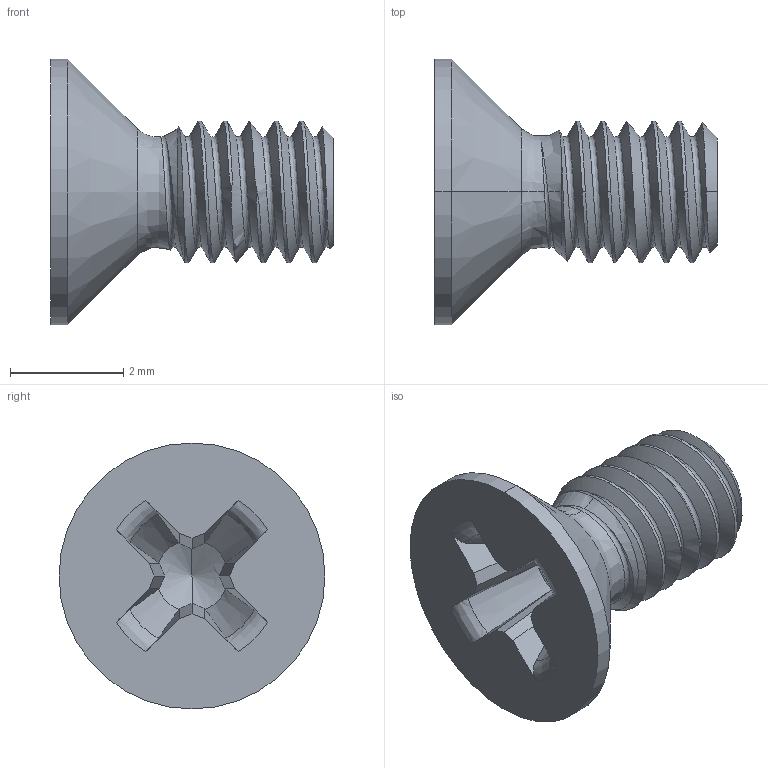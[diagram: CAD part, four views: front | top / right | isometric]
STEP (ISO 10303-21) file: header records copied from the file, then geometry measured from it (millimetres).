
FILE_DESCRIPTION (( 'STEP AP214' ), '1' );
FILE_NAME ('664E94CC-219D-4236-A754-4CFF2A604A18.STEP', '2023-01-14T14:49:20', ( '' ), ( '' ), 'SwSTEP 2.0', 'SolidWorks 2022', '' );
FILE_SCHEMA (( 'AUTOMOTIVE_DESIGN' ));
Length unit declared in the file: millimetre
Products named in the file (1): 664E94CC-219D-4236-A754-4CFF2A604A18
Bounding box: 5 x 4.7 x 4.7 mm (x, y, z)
Volume: 26.7 mm3; surface area: 87.9 mm2
Topology: 1 solids, 1 shells, 52 faces, 152 edges, 101 vertices
Faces by surface type: plane 18, cylinder 13, cone 11, bspline 10
Entity records: 5525 total; most frequent: CARTESIAN_POINT 4301, ORIENTED_EDGE 300, DIRECTION 173, EDGE_CURVE 150, VERTEX_POINT 101, B_SPLINE_CURVE_WITH_KNOTS 84, AXIS2_PLACEMENT_3D 64, EDGE_LOOP 53
